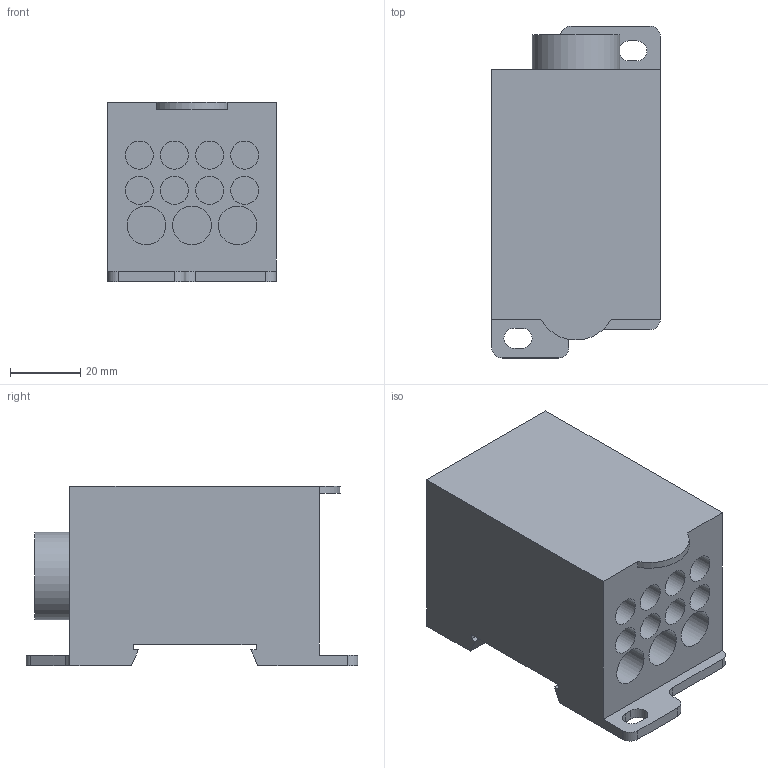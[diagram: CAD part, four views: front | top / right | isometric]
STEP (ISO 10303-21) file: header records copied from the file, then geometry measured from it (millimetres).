
FILE_DESCRIPTION (( 'STEP AP203' ), '1' );
FILE_NAME ('RBD-400 Ðàñïðåäåëèòåëüíûé áëîê íà DIN-ðåéêó ÐÁÄ-400À.STEP', '2016-09-16T11:48:19', ( '' ), ( '' ), 'SwSTEP 2.0', 'SolidWorks 2014', '' );
FILE_SCHEMA (( 'CONFIG_CONTROL_DESIGN' ));
Length unit declared in the file: millimetre
Products named in the file (1): RBD-400 Ðàñïðåäåëèòåëüíûé áëîê íà DIN-ðåéêó ÐÁÄ-400À
Bounding box: 48 x 94.5 x 51 mm (x, y, z)
Volume: 144462.1 mm3; surface area: 29750.6 mm2
Topology: 1 solids, 1 shells, 64 faces, 147 edges, 98 vertices
Faces by surface type: plane 39, cylinder 25
Full cylindrical faces by diameter (mm): 8 x8, 11 x3, 22 x1, 25 x1
Entity records: 1832 total; most frequent: DIRECTION 313, CARTESIAN_POINT 295, ORIENTED_EDGE 266, EDGE_CURVE 133, AXIS2_PLACEMENT_3D 115, VERTEX_POINT 97, EDGE_LOOP 94, VECTOR 83
